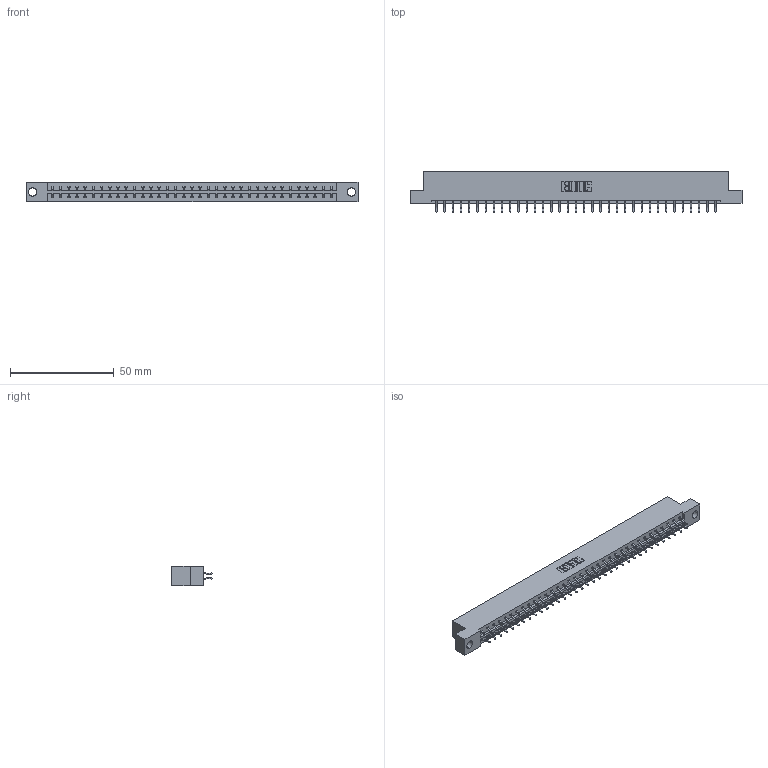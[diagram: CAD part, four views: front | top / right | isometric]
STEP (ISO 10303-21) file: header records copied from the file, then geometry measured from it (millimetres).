
FILE_DESCRIPTION (( 'STEP AP203' ), '1' );
FILE_NAME ('833-070-556-204.STEP', '2020-06-05T12:59:54', ( '' ), ( '' ), 'SwSTEP 2.0', 'SolidWorks 2020', '' );
FILE_SCHEMA (( 'CONFIG_CONTROL_DESIGN' ));
Length unit declared in the file: inch
Products named in the file (3): 345-292-001_556 Tail; 833-070-556-204; 833 Part_Flush - .156 Dia - TH
Assembly tree (71 placements, depth 2):
  833-070-556-204
    833 Part_Flush - .156 Dia - TH
    345-292-001_556 Tail  x70
Bounding box: 160.22 x 19.57 x 9.4 mm (x, y, z)
Volume: 16201.8 mm3; surface area: 18809.7 mm2
Topology: 71 solids, 71 shells, 4174 faces, 12421 edges, 8186 vertices
Faces by surface type: plane 2870, cylinder 1304
Entity records: 23645 total; most frequent: CARTESIAN_POINT 3942, ORIENTED_EDGE 3866, DIRECTION 3369, EDGE_CURVE 1933, LINE 1797, VECTOR 1797, VERTEX_POINT 1286, AXIS2_PLACEMENT_3D 786
